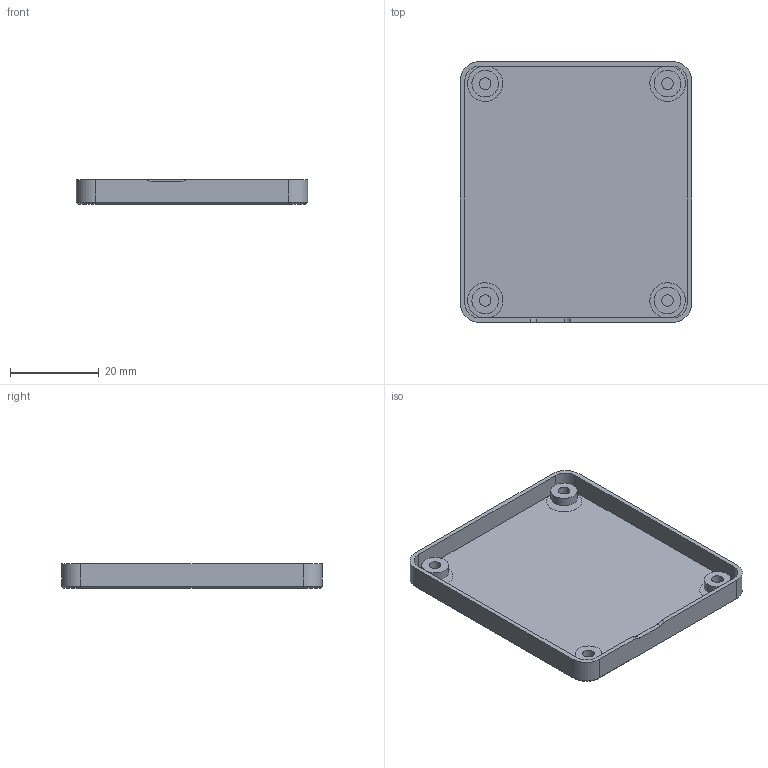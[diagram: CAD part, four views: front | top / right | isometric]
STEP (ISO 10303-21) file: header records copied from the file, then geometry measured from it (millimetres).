
FILE_DESCRIPTION(/* description */ (''),/* implementation_level */ '2;1');
FILE_NAME(/* name */ 'holder_type1.step',/* time_stamp */ '2025-10-16T13:37:24+09:00',/* author */ (''),/* organization */ (''),/* preprocessor_version */ 'ST-DEVELOPER v20.1',/* originating_system */ 'Autodesk Translation Framework v14.17.0.0',/* authorisation */ '');
FILE_SCHEMA (('AUTOMOTIVE_DESIGN { 1 0 10303 214 3 1 1 }'));
Length unit declared in the file: millimetre
Products named in the file (1): holder_type1
Bounding box: 52.13 x 58.76 x 5.6 mm (x, y, z)
Volume: 4285.1 mm3; surface area: 8457.7 mm2
Topology: 1 solids, 1 shells, 46 faces, 124 edges, 80 vertices
Faces by surface type: plane 20, cylinder 18, cone 8
Full cylindrical faces by diameter (mm): 2.6 x4, 6 x4
Entity records: 1501 total; most frequent: DIRECTION 266, CARTESIAN_POINT 259, ORIENTED_EDGE 248, EDGE_CURVE 124, AXIS2_PLACEMENT_3D 99, VERTEX_POINT 80, LINE 68, VECTOR 68
